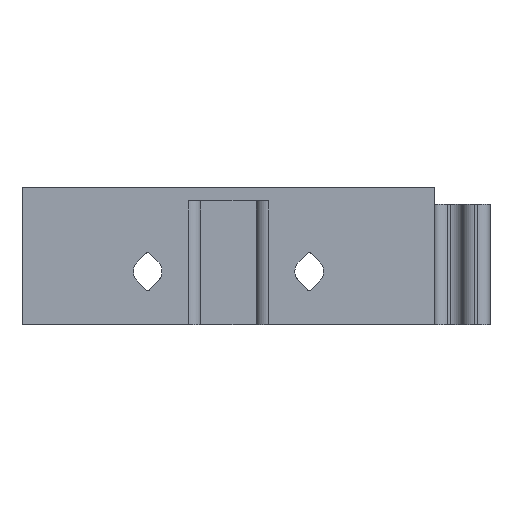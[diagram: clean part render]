
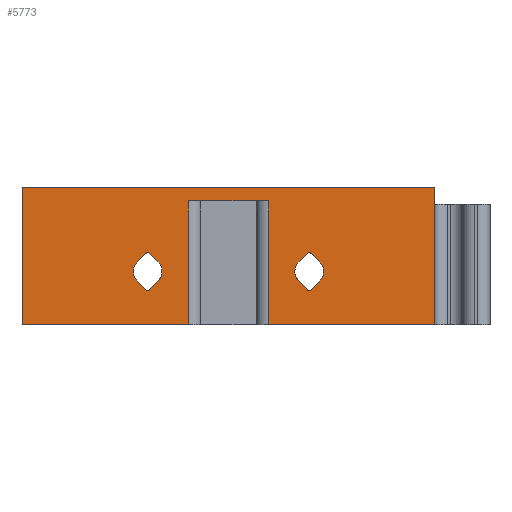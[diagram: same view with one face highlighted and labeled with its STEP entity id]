
A CAD part, left-side view. The second image highlights one B-rep face of the part: STEP entity #5773.
In plain terms, the highlighted planar face has unit normal (-1, 0, 0).
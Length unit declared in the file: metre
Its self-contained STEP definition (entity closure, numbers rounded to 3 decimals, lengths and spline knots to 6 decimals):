
#282=CIRCLE('',#6159,0.0004);
#283=CIRCLE('',#6160,0.002075);
#284=CIRCLE('',#6161,0.0004);
#285=CIRCLE('',#6162,0.002075);
#286=CIRCLE('',#6163,0.0004);
#287=CIRCLE('',#6164,0.002075);
#288=CIRCLE('',#6165,0.0004);
#289=CIRCLE('',#6166,0.002075);
#687=ORIENTED_EDGE('',*,*,#2508,.F.);
#688=ORIENTED_EDGE('',*,*,#2509,.F.);
#689=ORIENTED_EDGE('',*,*,#2510,.T.);
#690=ORIENTED_EDGE('',*,*,#2511,.F.);
#691=ORIENTED_EDGE('',*,*,#2512,.T.);
#692=ORIENTED_EDGE('',*,*,#2513,.F.);
#693=ORIENTED_EDGE('',*,*,#2514,.F.);
#694=ORIENTED_EDGE('',*,*,#2515,.F.);
#695=ORIENTED_EDGE('',*,*,#2516,.F.);
#696=ORIENTED_EDGE('',*,*,#2517,.F.);
#697=ORIENTED_EDGE('',*,*,#2518,.T.);
#698=ORIENTED_EDGE('',*,*,#2519,.F.);
#699=ORIENTED_EDGE('',*,*,#2520,.T.);
#700=ORIENTED_EDGE('',*,*,#2521,.F.);
#701=ORIENTED_EDGE('',*,*,#2522,.F.);
#702=ORIENTED_EDGE('',*,*,#2523,.F.);
#703=ORIENTED_EDGE('',*,*,#2388,.T.);
#704=ORIENTED_EDGE('',*,*,#2524,.T.);
#705=ORIENTED_EDGE('',*,*,#2486,.F.);
#706=ORIENTED_EDGE('',*,*,#2525,.F.);
#707=ORIENTED_EDGE('',*,*,#2526,.F.);
#708=ORIENTED_EDGE('',*,*,#2527,.T.);
#709=ORIENTED_EDGE('',*,*,#2470,.F.);
#710=ORIENTED_EDGE('',*,*,#2528,.T.);
#2388=EDGE_CURVE('',#3301,#3300,#3902,.F.);
#2470=EDGE_CURVE('',#3382,#3383,#3940,.F.);
#2486=EDGE_CURVE('',#3398,#3332,#3948,.F.);
#2508=EDGE_CURVE('',#3417,#3418,#3962,.T.);
#2509=EDGE_CURVE('',#3419,#3417,#282,.T.);
#2510=EDGE_CURVE('',#3419,#3420,#3963,.T.);
#2511=EDGE_CURVE('',#3421,#3420,#283,.T.);
#2512=EDGE_CURVE('',#3421,#3422,#3964,.T.);
#2513=EDGE_CURVE('',#3423,#3422,#284,.T.);
#2514=EDGE_CURVE('',#3424,#3423,#3965,.T.);
#2515=EDGE_CURVE('',#3418,#3424,#285,.T.);
#2516=EDGE_CURVE('',#3425,#3426,#3966,.T.);
#2517=EDGE_CURVE('',#3427,#3425,#286,.T.);
#2518=EDGE_CURVE('',#3427,#3428,#3967,.T.);
#2519=EDGE_CURVE('',#3429,#3428,#287,.T.);
#2520=EDGE_CURVE('',#3429,#3430,#3968,.T.);
#2521=EDGE_CURVE('',#3431,#3430,#288,.T.);
#2522=EDGE_CURVE('',#3432,#3431,#3969,.T.);
#2523=EDGE_CURVE('',#3426,#3432,#289,.T.);
#2524=EDGE_CURVE('',#3300,#3332,#3970,.T.);
#2525=EDGE_CURVE('',#3433,#3398,#3971,.T.);
#2526=EDGE_CURVE('',#3434,#3433,#3972,.F.);
#2527=EDGE_CURVE('',#3434,#3383,#3973,.F.);
#2528=EDGE_CURVE('',#3382,#3301,#3974,.T.);
#3300=VERTEX_POINT('',#7993);
#3301=VERTEX_POINT('',#7995);
#3332=VERTEX_POINT('',#8086);
#3382=VERTEX_POINT('',#8186);
#3383=VERTEX_POINT('',#8188);
#3398=VERTEX_POINT('',#8218);
#3417=VERTEX_POINT('',#8262);
#3418=VERTEX_POINT('',#8263);
#3419=VERTEX_POINT('',#8265);
#3420=VERTEX_POINT('',#8267);
#3421=VERTEX_POINT('',#8269);
#3422=VERTEX_POINT('',#8271);
#3423=VERTEX_POINT('',#8273);
#3424=VERTEX_POINT('',#8275);
#3425=VERTEX_POINT('',#8278);
#3426=VERTEX_POINT('',#8279);
#3427=VERTEX_POINT('',#8281);
#3428=VERTEX_POINT('',#8283);
#3429=VERTEX_POINT('',#8285);
#3430=VERTEX_POINT('',#8287);
#3431=VERTEX_POINT('',#8289);
#3432=VERTEX_POINT('',#8291);
#3433=VERTEX_POINT('',#8295);
#3434=VERTEX_POINT('',#8297);
#3902=LINE('',#7994,#4440);
#3940=LINE('',#8187,#4478);
#3948=LINE('',#8219,#4486);
#3962=LINE('',#8261,#4500);
#3963=LINE('',#8266,#4501);
#3964=LINE('',#8270,#4502);
#3965=LINE('',#8274,#4503);
#3966=LINE('',#8277,#4504);
#3967=LINE('',#8282,#4505);
#3968=LINE('',#8286,#4506);
#3969=LINE('',#8290,#4507);
#3970=LINE('',#8293,#4508);
#3971=LINE('',#8294,#4509);
#3972=LINE('',#8296,#4510);
#3973=LINE('',#8298,#4511);
#3974=LINE('',#8299,#4512);
#4440=VECTOR('',#6553,1.);
#4478=VECTOR('',#6653,1.);
#4486=VECTOR('',#6677,1.);
#4500=VECTOR('',#6711,1.);
#4501=VECTOR('',#6714,1.);
#4502=VECTOR('',#6717,1.);
#4503=VECTOR('',#6720,1.);
#4504=VECTOR('',#6723,1.);
#4505=VECTOR('',#6726,1.);
#4506=VECTOR('',#6729,1.);
#4507=VECTOR('',#6732,1.);
#4508=VECTOR('',#6735,1.);
#4509=VECTOR('',#6736,1.);
#4510=VECTOR('',#6737,1.);
#4511=VECTOR('',#6738,1.);
#4512=VECTOR('',#6739,1.);
#4977=EDGE_LOOP('',(#687,#688,#689,#690,#691,#692,#693,#694));
#4978=EDGE_LOOP('',(#695,#696,#697,#698,#699,#700,#701,#702));
#4979=EDGE_LOOP('',(#703,#704,#705,#706,#707,#708,#709,#710));
#5305=FACE_BOUND('',#4977,.T.);
#5306=FACE_BOUND('',#4978,.T.);
#5307=FACE_BOUND('',#4979,.T.);
#5627=PLANE('',#6158);
#5773=ADVANCED_FACE('',(#5305,#5306,#5307),#5627,.T.);
#6158=AXIS2_PLACEMENT_3D('',#8260,#6709,#6710);
#6159=AXIS2_PLACEMENT_3D('',#8264,#6712,#6713);
#6160=AXIS2_PLACEMENT_3D('',#8268,#6715,#6716);
#6161=AXIS2_PLACEMENT_3D('',#8272,#6718,#6719);
#6162=AXIS2_PLACEMENT_3D('',#8276,#6721,#6722);
#6163=AXIS2_PLACEMENT_3D('',#8280,#6724,#6725);
#6164=AXIS2_PLACEMENT_3D('',#8284,#6727,#6728);
#6165=AXIS2_PLACEMENT_3D('',#8288,#6730,#6731);
#6166=AXIS2_PLACEMENT_3D('',#8292,#6733,#6734);
#6553=DIRECTION('',(0.,-1.,0.));
#6653=DIRECTION('',(0.,-1.,0.));
#6677=DIRECTION('',(0.,-1.,0.));
#6709=DIRECTION('',(-1.,0.,0.));
#6710=DIRECTION('',(0.,-1.,0.));
#6711=DIRECTION('',(0.,-0.707,0.707));
#6712=DIRECTION('',(-1.,0.,0.));
#6713=DIRECTION('',(0.,-1.,0.));
#6714=DIRECTION('',(0.,0.707,0.707));
#6715=DIRECTION('',(-1.,0.,0.));
#6716=DIRECTION('',(0.,-1.,0.));
#6717=DIRECTION('',(0.,-0.707,0.707));
#6718=DIRECTION('',(-1.,0.,0.));
#6719=DIRECTION('',(0.,-1.,0.));
#6720=DIRECTION('',(0.,0.707,0.707));
#6721=DIRECTION('',(-1.,0.,0.));
#6722=DIRECTION('',(0.,-1.,0.));
#6723=DIRECTION('',(0.,-0.707,0.707));
#6724=DIRECTION('',(-1.,0.,0.));
#6725=DIRECTION('',(0.,-1.,0.));
#6726=DIRECTION('',(0.,0.707,0.707));
#6727=DIRECTION('',(-1.,0.,0.));
#6728=DIRECTION('',(0.,-1.,0.));
#6729=DIRECTION('',(0.,-0.707,0.707));
#6730=DIRECTION('',(-1.,0.,0.));
#6731=DIRECTION('',(0.,-1.,0.));
#6732=DIRECTION('',(0.,0.707,0.707));
#6733=DIRECTION('',(-1.,0.,0.));
#6734=DIRECTION('',(0.,-1.,0.));
#6735=DIRECTION('',(0.,0.,-1.));
#6736=DIRECTION('',(0.,0.,-1.));
#6737=DIRECTION('',(0.,-1.,0.));
#6738=DIRECTION('',(0.,0.,1.));
#6739=DIRECTION('',(0.,0.,1.));
#7993=CARTESIAN_POINT('',(0.630025,1.65,0.38));
#7994=CARTESIAN_POINT('',(0.630025,1.662111,0.38));
#7995=CARTESIAN_POINT('',(0.630025,1.59,0.38));
#8086=CARTESIAN_POINT('',(0.630025,1.65,0.36));
#8186=CARTESIAN_POINT('',(0.630025,1.59,0.36));
#8187=CARTESIAN_POINT('',(0.630025,1.662111,0.36));
#8188=CARTESIAN_POINT('',(0.630025,1.614222,0.36));
#8218=CARTESIAN_POINT('',(0.630025,1.625778,0.36));
#8219=CARTESIAN_POINT('',(0.630025,1.662111,0.36));
#8260=CARTESIAN_POINT('',(0.630025,1.662111,0.38));
#8261=CARTESIAN_POINT('',(0.630025,1.639322,0.357211));
#8262=CARTESIAN_POINT('',(0.630025,1.631451,0.365082));
#8263=CARTESIAN_POINT('',(0.630025,1.630266,0.366266));
#8264=CARTESIAN_POINT('',(0.630025,1.631733,0.365365));
#8265=CARTESIAN_POINT('',(0.630025,1.632016,0.365082));
#8266=CARTESIAN_POINT('',(0.630025,1.654523,0.387588));
#8267=CARTESIAN_POINT('',(0.630025,1.633201,0.366266));
#8268=CARTESIAN_POINT('',(0.630025,1.631733,0.367733));
#8269=CARTESIAN_POINT('',(0.630025,1.633201,0.369201));
#8270=CARTESIAN_POINT('',(0.630025,1.642256,0.360145));
#8271=CARTESIAN_POINT('',(0.630025,1.632016,0.370385));
#8272=CARTESIAN_POINT('',(0.630025,1.631733,0.370102));
#8273=CARTESIAN_POINT('',(0.630025,1.631451,0.370385));
#8274=CARTESIAN_POINT('',(0.630025,1.651588,0.390523));
#8275=CARTESIAN_POINT('',(0.630025,1.630266,0.369201));
#8276=CARTESIAN_POINT('',(0.630025,1.631733,0.367733));
#8277=CARTESIAN_POINT('',(0.630025,1.627588,0.345477));
#8278=CARTESIAN_POINT('',(0.630025,1.607984,0.365082));
#8279=CARTESIAN_POINT('',(0.630025,1.606799,0.366266));
#8280=CARTESIAN_POINT('',(0.630025,1.608267,0.365365));
#8281=CARTESIAN_POINT('',(0.630025,1.608549,0.365082));
#8282=CARTESIAN_POINT('',(0.630025,1.642789,0.399322));
#8283=CARTESIAN_POINT('',(0.630025,1.609734,0.366266));
#8284=CARTESIAN_POINT('',(0.630025,1.608267,0.367733));
#8285=CARTESIAN_POINT('',(0.630025,1.609734,0.369201));
#8286=CARTESIAN_POINT('',(0.630025,1.630523,0.348412));
#8287=CARTESIAN_POINT('',(0.630025,1.608549,0.370385));
#8288=CARTESIAN_POINT('',(0.630025,1.608267,0.370102));
#8289=CARTESIAN_POINT('',(0.630025,1.607984,0.370385));
#8290=CARTESIAN_POINT('',(0.630025,1.639855,0.402256));
#8291=CARTESIAN_POINT('',(0.630025,1.606799,0.369201));
#8292=CARTESIAN_POINT('',(0.630025,1.608267,0.367733));
#8293=CARTESIAN_POINT('',(0.630025,1.65,0.38));
#8294=CARTESIAN_POINT('',(0.630025,1.625778,0.38));
#8295=CARTESIAN_POINT('',(0.630025,1.625778,0.378));
#8296=CARTESIAN_POINT('',(0.630025,1.662111,0.378));
#8297=CARTESIAN_POINT('',(0.630025,1.614222,0.378));
#8298=CARTESIAN_POINT('',(0.630025,1.614222,0.38));
#8299=CARTESIAN_POINT('',(0.630025,1.59,0.38));
